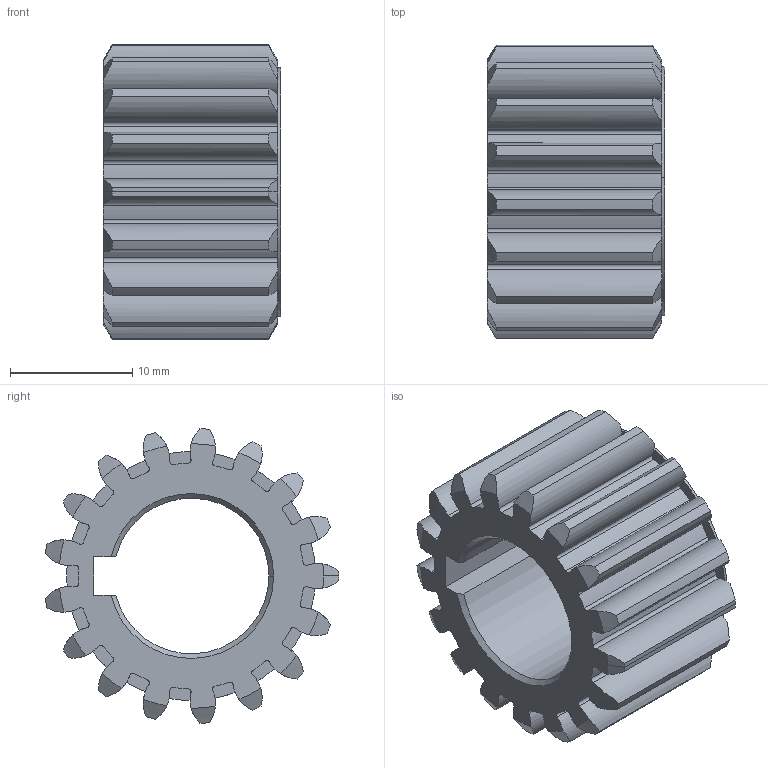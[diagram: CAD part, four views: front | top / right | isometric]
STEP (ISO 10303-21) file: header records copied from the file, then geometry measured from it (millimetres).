
FILE_DESCRIPTION((''),'2;1');
FILE_NAME('AM-0128b.stp','2008-01-03T18:57:32',('Owner'),(''),'Autodesk Inventor (R) 6.0','Autodesk Inventor (R) 6.0','');
FILE_SCHEMA(('AUTOMOTIVE_DESIGN { 1 0 10303 214 1 1 1 1 }'));
Length unit declared in the file: inch
Products named in the file (1): AM-0128 Small Final Gear 17T
Bounding box: 14.48 x 23.99 x 24.09 mm (x, y, z)
Volume: 3159.1 mm3; surface area: 3101.8 mm2
Topology: 1 solids, 1 shells, 186 faces, 514 edges, 330 vertices
Faces by surface type: cylinder 107, cone 40, plane 39
Entity records: 6305 total; most frequent: CARTESIAN_POINT 1379, DIRECTION 1138, ORIENTED_EDGE 1028, EDGE_CURVE 514, AXIS2_PLACEMENT_3D 509, VERTEX_POINT 330, CIRCLE 322, EDGE_LOOP 188
